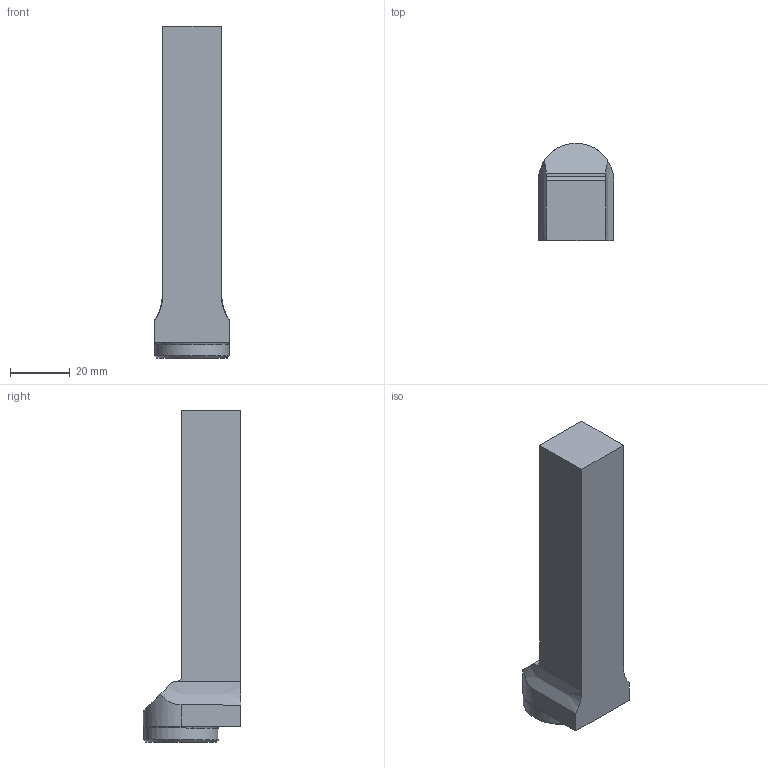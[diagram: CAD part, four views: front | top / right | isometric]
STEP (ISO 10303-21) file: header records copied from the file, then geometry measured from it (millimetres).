
FILE_DESCRIPTION(/* description */ (''),/* implementation_level */ '2;1');
FILE_NAME(/* name */ '1537785025297.stp',/* time_stamp */ '2018-09-24T16:00:42+06:00',/* author */ (''),/* organization */ ('SMS'),/* preprocessor_version */ 'ST-DEVELOPER v15',/* originating_system */ 'SIEMENS PLM Software NX 8.5',/* authorisation */ '');
FILE_SCHEMA (('AUTOMOTIVE_DESIGN { 1 0 10303 214 3 1 1 1 }'));
Length unit declared in the file: millimetre
Products named in the file (1): 201781771mod000_00
Bounding box: 25.3 x 32.65 x 111.3 mm (x, y, z)
Volume: 47615.9 mm3; surface area: 11084.2 mm2
Topology: 1 solids, 1 shells, 48 faces, 111 edges, 70 vertices
Faces by surface type: cone 17, cylinder 14, plane 13, bspline 2, torus 2
Full cylindrical faces by diameter (mm): 3.3 x4, 4 x4, 6.009 x1, 25 x1
Entity records: 1459 total; most frequent: CARTESIAN_POINT 450, DIRECTION 208, ORIENTED_EDGE 152, AXIS2_PLACEMENT_3D 91, EDGE_CURVE 76, EDGE_LOOP 75, VERTEX_POINT 62, FACE_BOUND 58
